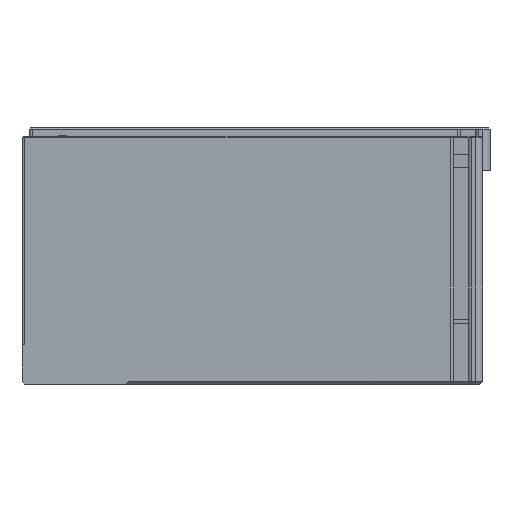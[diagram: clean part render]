
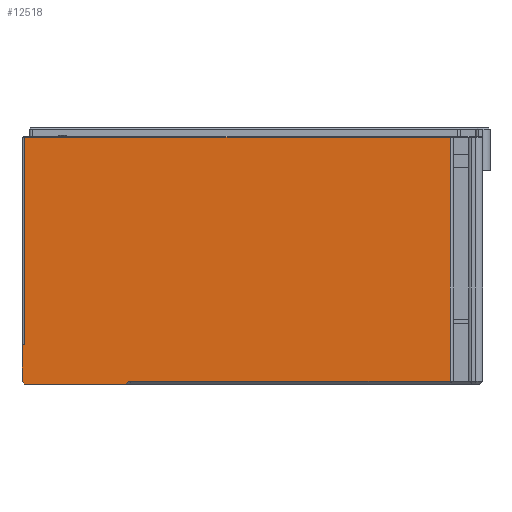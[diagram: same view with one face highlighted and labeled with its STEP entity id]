
A CAD part, left-side view. The second image highlights one B-rep face of the part: STEP entity #12518.
In plain terms, the highlighted planar face has unit normal (-1, 0, 0).
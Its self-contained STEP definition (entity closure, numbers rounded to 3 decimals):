
#1008=FACE_OUTER_BOUND('',#1767,.T.);
#1767=EDGE_LOOP('',(#10591,#10592,#10593,#10594,#10595,#10596,#10597,#10598,
#10599));
#3483=LINE('',#21797,#4629);
#3484=LINE('',#21799,#4630);
#3485=LINE('',#21801,#4631);
#3486=LINE('',#21803,#4632);
#3487=LINE('',#21805,#4633);
#3488=LINE('',#21807,#4634);
#3489=LINE('',#21813,#4635);
#3490=LINE('',#21814,#4636);
#4629=VECTOR('',#16986,10.);
#4630=VECTOR('',#16987,10.);
#4631=VECTOR('',#16988,10.);
#4632=VECTOR('',#16989,10.);
#4633=VECTOR('',#16990,10.);
#4634=VECTOR('',#16991,10.);
#4635=VECTOR('',#16992,10.);
#4636=VECTOR('',#16993,10.);
#4968=(
BOUNDED_CURVE()
B_SPLINE_CURVE(2,(#21809,#21810,#21811),.UNSPECIFIED.,.F.,.F.)
B_SPLINE_CURVE_WITH_KNOTS((3,3),(0.,0.081),.UNSPECIFIED.)
CURVE()
GEOMETRIC_REPRESENTATION_ITEM()
RATIONAL_B_SPLINE_CURVE((1.,1.225,1.))
REPRESENTATION_ITEM('')
);
#5805=VERTEX_POINT('',#21795);
#5806=VERTEX_POINT('',#21796);
#5807=VERTEX_POINT('',#21798);
#5808=VERTEX_POINT('',#21800);
#5809=VERTEX_POINT('',#21802);
#5810=VERTEX_POINT('',#21804);
#5811=VERTEX_POINT('',#21806);
#5812=VERTEX_POINT('',#21808);
#5813=VERTEX_POINT('',#21812);
#7441=EDGE_CURVE('',#5805,#5806,#3483,.T.);
#7442=EDGE_CURVE('',#5807,#5805,#3484,.T.);
#7443=EDGE_CURVE('',#5807,#5808,#3485,.T.);
#7444=EDGE_CURVE('',#5808,#5809,#3486,.T.);
#7445=EDGE_CURVE('',#5809,#5810,#3487,.T.);
#7446=EDGE_CURVE('',#5810,#5811,#3488,.T.);
#7447=EDGE_CURVE('',#5811,#5812,#4968,.T.);
#7448=EDGE_CURVE('',#5813,#5812,#3489,.T.);
#7449=EDGE_CURVE('',#5806,#5813,#3490,.T.);
#10591=ORIENTED_EDGE('',*,*,#7441,.F.);
#10592=ORIENTED_EDGE('',*,*,#7442,.F.);
#10593=ORIENTED_EDGE('',*,*,#7443,.T.);
#10594=ORIENTED_EDGE('',*,*,#7444,.T.);
#10595=ORIENTED_EDGE('',*,*,#7445,.T.);
#10596=ORIENTED_EDGE('',*,*,#7446,.T.);
#10597=ORIENTED_EDGE('',*,*,#7447,.T.);
#10598=ORIENTED_EDGE('',*,*,#7448,.F.);
#10599=ORIENTED_EDGE('',*,*,#7449,.F.);
#11905=PLANE('',#13752);
#12518=ADVANCED_FACE('',(#1008),#11905,.T.);
#13752=AXIS2_PLACEMENT_3D('',#21794,#16984,#16985);
#16984=DIRECTION('center_axis',(-1.,0.,0.));
#16985=DIRECTION('ref_axis',(0.,-1.,0.));
#16986=DIRECTION('',(0.,-1.,0.));
#16987=DIRECTION('',(0.,0.,1.));
#16988=DIRECTION('',(0.,1.,0.));
#16989=DIRECTION('',(0.,0.,-1.));
#16990=DIRECTION('',(0.,-0.707,-0.707));
#16991=DIRECTION('',(0.,-1.,0.));
#16992=DIRECTION('',(0.,1.,0.));
#16993=DIRECTION('',(0.,0.,-1.));
#21794=CARTESIAN_POINT('Origin',(-95.,-0.4,30.));
#21795=CARTESIAN_POINT('',(-95.,-0.4,64.7));
#21796=CARTESIAN_POINT('',(-95.,-60.4,64.7));
#21797=CARTESIAN_POINT('',(-95.,-16.45,64.7));
#21798=CARTESIAN_POINT('',(-95.,-0.4,35.5));
#21799=CARTESIAN_POINT('',(-95.,-0.4,30.));
#21800=CARTESIAN_POINT('',(-95.,0.,35.5));
#21801=CARTESIAN_POINT('',(-95.,-16.25,35.5));
#21802=CARTESIAN_POINT('',(-95.,0.,30.3));
#21803=CARTESIAN_POINT('',(-95.,0.,38.7));
#21804=CARTESIAN_POINT('',(-95.,-0.4,29.9));
#21805=CARTESIAN_POINT('',(-95.,-3.95,26.35));
#21806=CARTESIAN_POINT('',(-95.,-14.607,29.9));
#21807=CARTESIAN_POINT('',(-95.,-32.5,29.9));
#21808=CARTESIAN_POINT('',(-95.,-15.3,30.3));
#21809=CARTESIAN_POINT('Ctrl Pts',(-95.,-14.607,29.9));
#21810=CARTESIAN_POINT('Ctrl Pts',(-95.,-15.069,30.3));
#21811=CARTESIAN_POINT('Ctrl Pts',(-95.,-15.3,30.3));
#21812=CARTESIAN_POINT('',(-95.,-60.4,30.3));
#21813=CARTESIAN_POINT('',(-95.,-16.45,30.3));
#21814=CARTESIAN_POINT('',(-95.,-60.4,30.));
